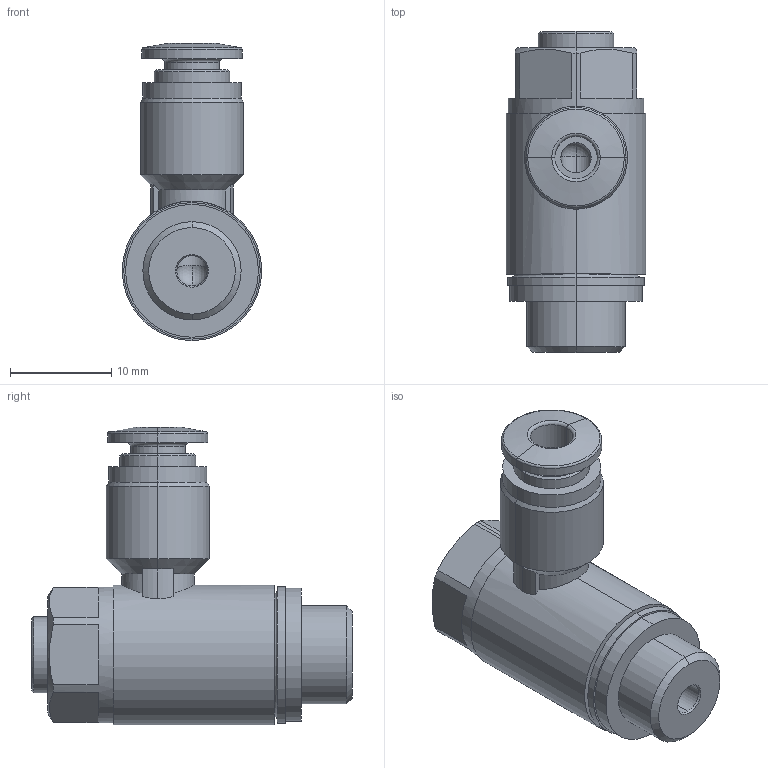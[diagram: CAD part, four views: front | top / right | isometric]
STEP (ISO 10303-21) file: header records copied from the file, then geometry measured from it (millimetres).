
FILE_DESCRIPTION (( 'STEP AP203' ), '1' );
FILE_NAME ('SE_01_1_1001_1.STEP', '2020-10-21T10:22:34', ( '' ), ( '' ), 'SwSTEP 2.0', 'SolidWorks 2017', '' );
FILE_SCHEMA (( 'CONFIG_CONTROL_DESIGN' ));
Length unit declared in the file: millimetre
Products named in the file (1): SE_01_1_1001_1
Bounding box: 13.8 x 31.75 x 29.4 mm (x, y, z)
Volume: 4662.3 mm3; surface area: 2678.6 mm2
Topology: 1 solids, 1 shells, 100 faces, 237 edges, 147 vertices
Faces by surface type: cylinder 35, plane 35, cone 20, torus 8, sphere 2
Entity records: 3079 total; most frequent: CARTESIAN_POINT 674, DIRECTION 522, ORIENTED_EDGE 466, EDGE_CURVE 233, AXIS2_PLACEMENT_3D 217, VERTEX_POINT 145, CIRCLE 116, EDGE_LOOP 112
